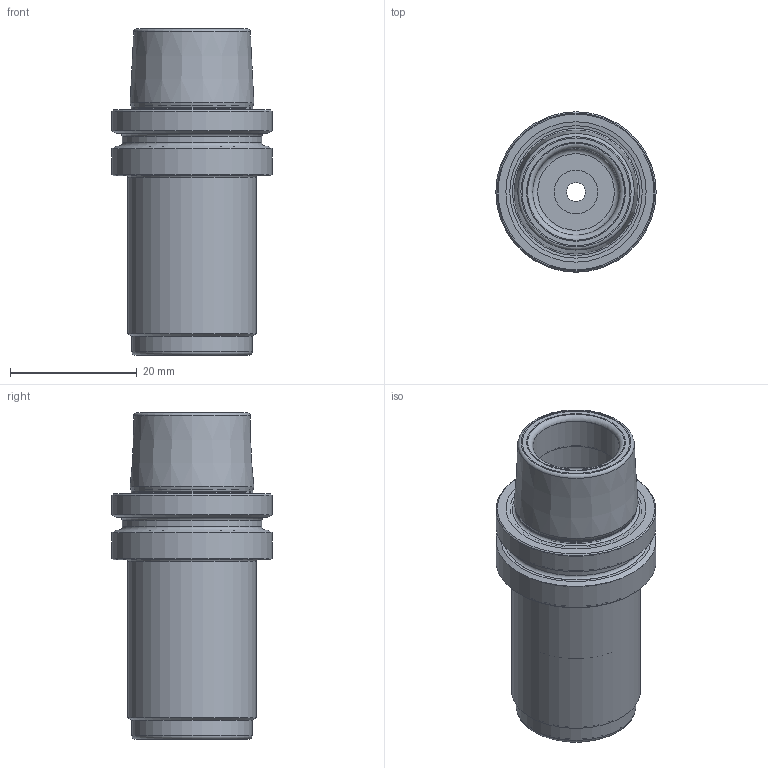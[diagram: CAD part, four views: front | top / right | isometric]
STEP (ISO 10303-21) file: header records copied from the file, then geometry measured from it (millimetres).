
FILE_DESCRIPTION(/* description */ (''),/* implementation_level */ '2;1');
FILE_NAME(/* name */ '552511618.stp',/* time_stamp */ '2021-06-01T08:12:49',/* author */ ('LRA'),/* organization */ ('REGO-FIX'),/* preprocessor_version */ ' Unknown',/* originating_system */ 'SIEMENS PLM Software Solid Edge ST10',/* authorization */ 'Unknown');
FILE_SCHEMA (('AUTOMOTIVE_DESIGN { 1 0 10303 214 2 1 1}'));
Length unit declared in the file: millimetre
Products named in the file (1): NOCUT
Bounding box: 25.3 x 25.3 x 51.5 mm (x, y, z)
Volume: 20247.8 mm3; surface area: 12683.6 mm2
Topology: 2 solids, 2 shells, 89 faces, 179 edges, 104 vertices
Faces by surface type: cylinder 27, cone 24, torus 24, plane 14
Full cylindrical faces by diameter (mm): 3 x2, 6.917 x2, 8.4 x1, 8.401 x1, 10.499 x2, 13.7 x2, 14 x2, 16.4 x2, 18.7 x1, 19 x1, 19.059 x1, 19.16 x1, 20 x2, 20.3 x1, 22 x2, 25 x2, 25.3 x2
Entity records: 2453 total; most frequent: DIRECTION 364, CARTESIAN_POINT 271, AXIS2_PLACEMENT_3D 182, ORIENTED_EDGE 178, EDGE_LOOP 178, FACE_BOUND 178, EDGE_CURVE 89, VERTEX_POINT 89
